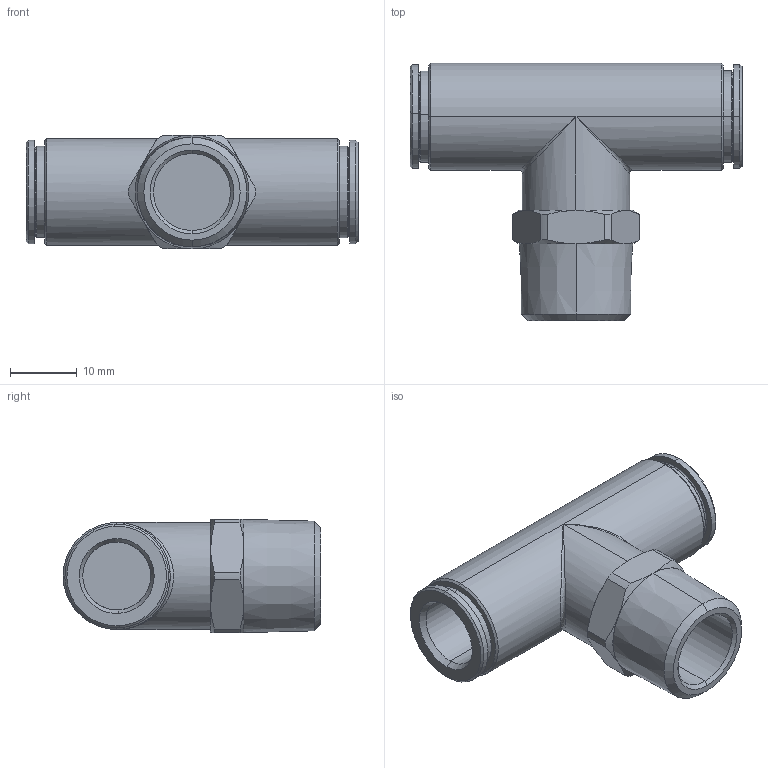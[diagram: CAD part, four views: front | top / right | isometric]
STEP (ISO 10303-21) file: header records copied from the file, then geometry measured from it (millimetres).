
FILE_DESCRIPTION (( 'STEP AP203' ), '1' );
FILE_NAME ('X0100053.STEP', '2010-10-20T08:19:42', ( '' ), ( 'sopra-pneumatic' ), 'SwSTEP 2.0', 'SolidWorks 2009', '' );
FILE_SCHEMA (( 'CONFIG_CONTROL_DESIGN' ));
Length unit declared in the file: millimetre
Products named in the file (1): X0100053
Bounding box: 49.61 x 38.5 x 17 mm (x, y, z)
Volume: 10399.7 mm3; surface area: 6041.9 mm2
Topology: 1 solids, 3 shells, 85 faces, 178 edges, 104 vertices
Faces by surface type: cylinder 29, cone 26, plane 20, torus 8, bspline 2
Entity records: 3109 total; most frequent: CARTESIAN_POINT 1228, DIRECTION 410, ORIENTED_EDGE 348, AXIS2_PLACEMENT_3D 178, EDGE_CURVE 174, VERTEX_POINT 104, EDGE_LOOP 94, CIRCLE 94
